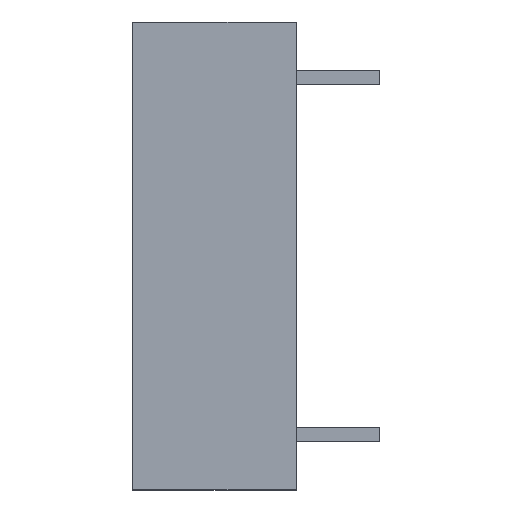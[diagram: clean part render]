
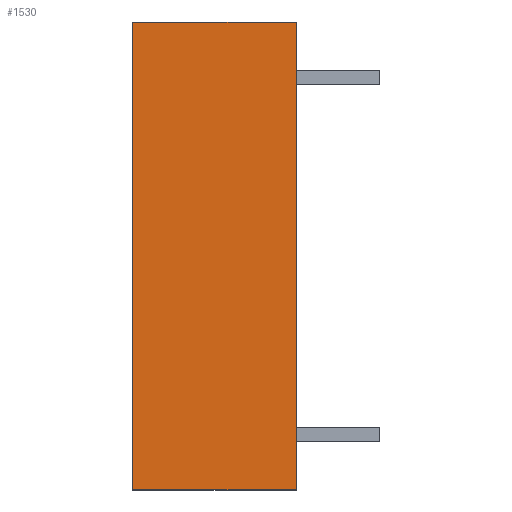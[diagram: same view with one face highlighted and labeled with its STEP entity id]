
A CAD part, left-side view. The second image highlights one B-rep face of the part: STEP entity #1530.
In plain terms, the highlighted planar face has unit normal (-1, 0, 0).
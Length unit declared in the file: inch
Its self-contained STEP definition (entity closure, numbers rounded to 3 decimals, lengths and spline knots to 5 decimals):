
#591 = EDGE_CURVE ( 'NONE', #3213, #2485, #2222, .T. ) ;
#679 = EDGE_CURVE ( 'NONE', #3213, #7867, #7627, .T. ) ;
#710 = CARTESIAN_POINT ( 'NONE',  ( -0.59567, -0.138, 0.197 ) ) ;
#773 = VECTOR ( 'NONE', #5398, 39.37008 ) ;
#907 = CARTESIAN_POINT ( 'NONE',  ( -0.59567, -0.138, 0.197 ) ) ;
#1094 = VECTOR ( 'NONE', #5217, 39.37008 ) ;
#1115 = DIRECTION ( 'NONE',  ( -1., 0., 0. ) ) ;
#1136 = EDGE_CURVE ( 'NONE', #3887, #2485, #3996, .T. ) ;
#1164 = FACE_OUTER_BOUND ( 'NONE', #6279, .T. ) ;
#1216 = AXIS2_PLACEMENT_3D ( 'NONE', #7532, #1115, #5626 ) ;
#1258 = ORIENTED_EDGE ( 'NONE', *, *, #591, .F. ) ;
#1520 = DIRECTION ( 'NONE',  ( 0., 1., 0. ) ) ;
#1530 = ADVANCED_FACE ( 'NONE', ( #1164 ), #4955, .T. ) ;
#2222 = LINE ( 'NONE', #710, #1094 ) ;
#2485 = VERTEX_POINT ( 'NONE', #3711 ) ;
#2710 = VECTOR ( 'NONE', #5879, 39.37008 ) ;
#2886 = VECTOR ( 'NONE', #1520, 39.37008 ) ;
#3213 = VERTEX_POINT ( 'NONE', #3516 ) ;
#3516 = CARTESIAN_POINT ( 'NONE',  ( -0.59567, 0., 0.197 ) ) ;
#3711 = CARTESIAN_POINT ( 'NONE',  ( -0.59567, -0.138, 0.197 ) ) ;
#3887 = VERTEX_POINT ( 'NONE', #4754 ) ;
#3996 = LINE ( 'NONE', #907, #773 ) ;
#4754 = CARTESIAN_POINT ( 'NONE',  ( -0.59567, -0.138, -0.197 ) ) ;
#4955 = PLANE ( 'NONE',  #1216 ) ;
#5217 = DIRECTION ( 'NONE',  ( 0., -1., 0. ) ) ;
#5357 = CARTESIAN_POINT ( 'NONE',  ( -0.59567, -0.138, -0.197 ) ) ;
#5358 = ORIENTED_EDGE ( 'NONE', *, *, #7847, .F. ) ;
#5398 = DIRECTION ( 'NONE',  ( 0., 0., 1. ) ) ;
#5519 = ORIENTED_EDGE ( 'NONE', *, *, #1136, .T. ) ;
#5626 = DIRECTION ( 'NONE',  ( 0., 0., 1. ) ) ;
#5879 = DIRECTION ( 'NONE',  ( 0., 0., -1. ) ) ;
#5891 = LINE ( 'NONE', #5357, #2886 ) ;
#6279 = EDGE_LOOP ( 'NONE', ( #5519, #1258, #6797, #5358 ) ) ;
#6797 = ORIENTED_EDGE ( 'NONE', *, *, #679, .T. ) ;
#7532 = CARTESIAN_POINT ( 'NONE',  ( -0.59567, -0.138, 0.197 ) ) ;
#7627 = LINE ( 'NONE', #7882, #2710 ) ;
#7847 = EDGE_CURVE ( 'NONE', #3887, #7867, #5891, .T. ) ;
#7867 = VERTEX_POINT ( 'NONE', #7941 ) ;
#7882 = CARTESIAN_POINT ( 'NONE',  ( -0.59567, 0., 0.197 ) ) ;
#7941 = CARTESIAN_POINT ( 'NONE',  ( -0.59567, 0., -0.197 ) ) ;
